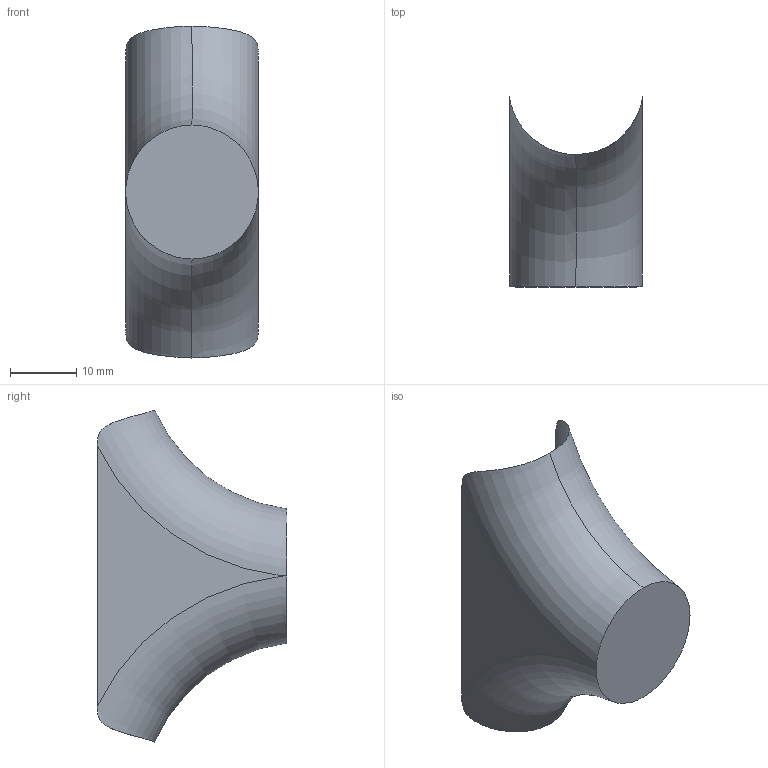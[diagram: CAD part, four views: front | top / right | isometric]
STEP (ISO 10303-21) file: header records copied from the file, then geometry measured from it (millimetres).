
FILE_DESCRIPTION (( 'STEP AP214' ), '1' );
FILE_NAME ('DVDZ0064A.STEP', '2021-03-10T08:23:28', ( '' ), ( '' ), 'SwSTEP 2.0', 'SolidWorks 2020', '' );
FILE_SCHEMA (( 'AUTOMOTIVE_DESIGN' ));
Length unit declared in the file: millimetre
Products named in the file (1): DVDZ0064A
Bounding box: 20 x 28.58 x 50 mm (x, y, z)
Volume: 11257.6 mm3; surface area: 4320.7 mm2
Topology: 1 solids, 1 shells, 8 faces, 18 edges, 12 vertices
Faces by surface type: torus 4, plane 3, cylinder 1
Entity records: 544 total; most frequent: CARTESIAN_POINT 341, ORIENTED_EDGE 36, DIRECTION 32, EDGE_CURVE 18, AXIS2_PLACEMENT_3D 15, VERTEX_POINT 12, B_SPLINE_CURVE_WITH_KNOTS 10, FACE_OUTER_BOUND 8
